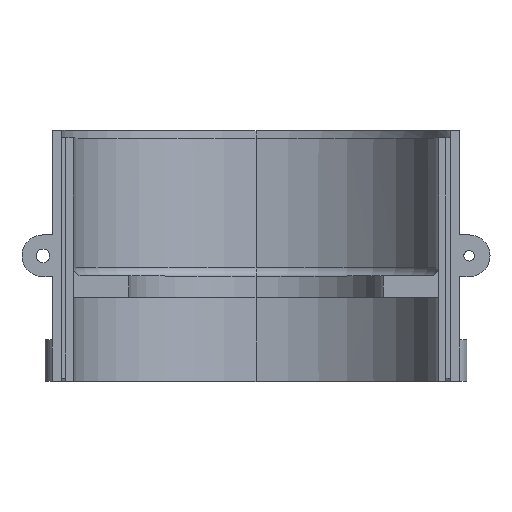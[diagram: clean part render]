
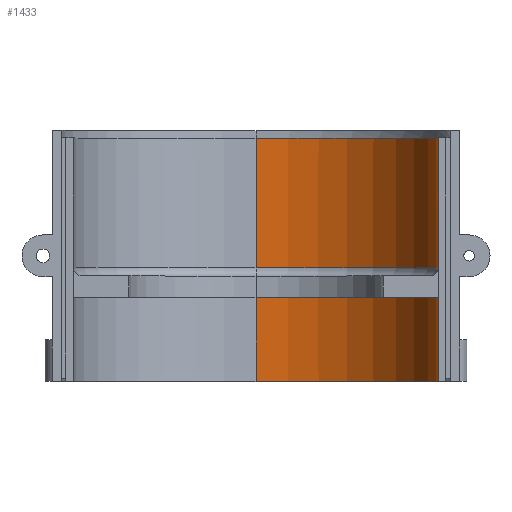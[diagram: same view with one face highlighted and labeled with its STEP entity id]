
A CAD part, top view. The second image highlights one B-rep face of the part: STEP entity #1433.
In plain terms, the highlighted cylindrical face has radius 87.5 mm (diameter 175 mm), a partial arc.
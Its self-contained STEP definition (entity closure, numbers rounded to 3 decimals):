
#32 = FACE_OUTER_BOUND ( 'NONE', #143, .T. ) ;
#37 = AXIS2_PLACEMENT_3D ( 'NONE', #2211, #560, #2592 ) ;
#96 = LINE ( 'NONE', #1978, #1534 ) ;
#143 = EDGE_LOOP ( 'NONE', ( #1566, #656, #1979, #2210, #1974, #947, #816, #1418 ) ) ;
#155 = AXIS2_PLACEMENT_3D ( 'NONE', #273, #672, #2512 ) ;
#215 = VERTEX_POINT ( 'NONE', #1943 ) ;
#273 = CARTESIAN_POINT ( 'NONE',  ( 0., -40.2, 0. ) ) ;
#275 = VERTEX_POINT ( 'NONE', #2171 ) ;
#311 = VECTOR ( 'NONE', #746, 1000. ) ;
#338 = CARTESIAN_POINT ( 'NONE',  ( 87.5, -40.2, 0. ) ) ;
#368 = CARTESIAN_POINT ( 'NONE',  ( 0., -40.2, -87.5 ) ) ;
#409 = LINE ( 'NONE', #1896, #413 ) ;
#413 = VECTOR ( 'NONE', #472, 1000. ) ;
#417 = CARTESIAN_POINT ( 'NONE',  ( 87.499, 0., -0.5 ) ) ;
#422 = EDGE_CURVE ( 'NONE', #1746, #1341, #1766, .T. ) ;
#472 = DIRECTION ( 'NONE',  ( 0., -1., 0. ) ) ;
#560 = DIRECTION ( 'NONE',  ( 0., -1., 0. ) ) ;
#656 = ORIENTED_EDGE ( 'NONE', *, *, #1198, .T. ) ;
#667 = CYLINDRICAL_SURFACE ( 'NONE', #772, 87.5 ) ;
#672 = DIRECTION ( 'NONE',  ( 0., -1., 0. ) ) ;
#746 = DIRECTION ( 'NONE',  ( 0., -1., 0. ) ) ;
#772 = AXIS2_PLACEMENT_3D ( 'NONE', #2142, #862, #1889 ) ;
#777 = CARTESIAN_POINT ( 'NONE',  ( 87.5, 76.2, 0. ) ) ;
#816 = ORIENTED_EDGE ( 'NONE', *, *, #2086, .T. ) ;
#830 = DIRECTION ( 'NONE',  ( 0., -1., 0. ) ) ;
#845 = VERTEX_POINT ( 'NONE', #777 ) ;
#862 = DIRECTION ( 'NONE',  ( 0., -1., 0. ) ) ;
#884 = EDGE_CURVE ( 'NONE', #275, #1341, #2547, .T. ) ;
#919 = EDGE_CURVE ( 'NONE', #275, #2441, #409, .T. ) ;
#947 = ORIENTED_EDGE ( 'NONE', *, *, #919, .T. ) ;
#980 = CARTESIAN_POINT ( 'NONE',  ( 87.499, 14.2, -0.5 ) ) ;
#1029 = CIRCLE ( 'NONE', #2202, 87.5 ) ;
#1178 = CARTESIAN_POINT ( 'NONE',  ( 0., 0., 0. ) ) ;
#1198 = EDGE_CURVE ( 'NONE', #2373, #215, #96, .T. ) ;
#1227 = EDGE_CURVE ( 'NONE', #215, #1746, #1029, .T. ) ;
#1331 = CIRCLE ( 'NONE', #155, 87.5 ) ;
#1341 = VERTEX_POINT ( 'NONE', #417 ) ;
#1363 = CARTESIAN_POINT ( 'NONE',  ( 0., 14.2, 0. ) ) ;
#1376 = CARTESIAN_POINT ( 'NONE',  ( 0., 76.2, -87.5 ) ) ;
#1418 = ORIENTED_EDGE ( 'NONE', *, *, #2416, .F. ) ;
#1433 = ADVANCED_FACE ( 'NONE', ( #32 ), #667, .F. ) ;
#1448 = DIRECTION ( 'NONE',  ( 0., 0., -1. ) ) ;
#1534 = VECTOR ( 'NONE', #2188, 1000. ) ;
#1566 = ORIENTED_EDGE ( 'NONE', *, *, #1834, .F. ) ;
#1624 = CARTESIAN_POINT ( 'NONE',  ( 87.499, 79.8, -0.5 ) ) ;
#1720 = LINE ( 'NONE', #338, #311 ) ;
#1746 = VERTEX_POINT ( 'NONE', #980 ) ;
#1766 = LINE ( 'NONE', #1624, #1934 ) ;
#1789 = DIRECTION ( 'NONE',  ( 0., 0., -1. ) ) ;
#1834 = EDGE_CURVE ( 'NONE', #2373, #845, #1962, .T. ) ;
#1889 = DIRECTION ( 'NONE',  ( 0., 0., -1. ) ) ;
#1896 = CARTESIAN_POINT ( 'NONE',  ( 0., -3.322, -87.5 ) ) ;
#1934 = VECTOR ( 'NONE', #2435, 1000. ) ;
#1943 = CARTESIAN_POINT ( 'NONE',  ( 0., 14.2, -87.5 ) ) ;
#1962 = CIRCLE ( 'NONE', #37, 87.5 ) ;
#1969 = VERTEX_POINT ( 'NONE', #2660 ) ;
#1974 = ORIENTED_EDGE ( 'NONE', *, *, #884, .F. ) ;
#1978 = CARTESIAN_POINT ( 'NONE',  ( 0., -3.322, -87.5 ) ) ;
#1979 = ORIENTED_EDGE ( 'NONE', *, *, #1227, .T. ) ;
#2086 = EDGE_CURVE ( 'NONE', #2441, #1969, #1331, .T. ) ;
#2142 = CARTESIAN_POINT ( 'NONE',  ( 0., -3.322, 0. ) ) ;
#2171 = CARTESIAN_POINT ( 'NONE',  ( 0., 0., -87.5 ) ) ;
#2188 = DIRECTION ( 'NONE',  ( 0., -1., 0. ) ) ;
#2202 = AXIS2_PLACEMENT_3D ( 'NONE', #1363, #2401, #1789 ) ;
#2210 = ORIENTED_EDGE ( 'NONE', *, *, #422, .T. ) ;
#2211 = CARTESIAN_POINT ( 'NONE',  ( 0., 76.2, 0. ) ) ;
#2285 = AXIS2_PLACEMENT_3D ( 'NONE', #1178, #830, #1448 ) ;
#2373 = VERTEX_POINT ( 'NONE', #1376 ) ;
#2401 = DIRECTION ( 'NONE',  ( 0., -1., 0. ) ) ;
#2416 = EDGE_CURVE ( 'NONE', #845, #1969, #1720, .T. ) ;
#2435 = DIRECTION ( 'NONE',  ( 0., -1., 0. ) ) ;
#2441 = VERTEX_POINT ( 'NONE', #368 ) ;
#2512 = DIRECTION ( 'NONE',  ( 0., 0., -1. ) ) ;
#2547 = CIRCLE ( 'NONE', #2285, 87.5 ) ;
#2592 = DIRECTION ( 'NONE',  ( 0., 0., -1. ) ) ;
#2660 = CARTESIAN_POINT ( 'NONE',  ( 87.5, -40.2, 0. ) ) ;
